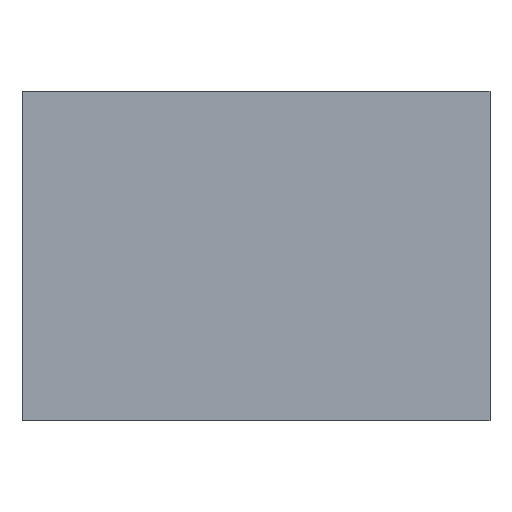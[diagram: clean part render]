
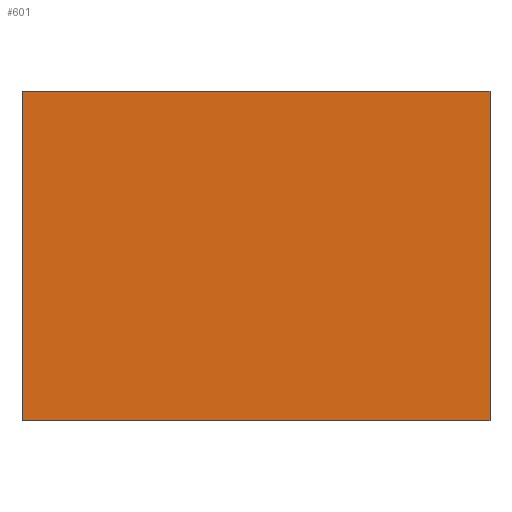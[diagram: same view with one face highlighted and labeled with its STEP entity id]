
A CAD part, top view. The second image highlights one B-rep face of the part: STEP entity #601.
In plain terms, the highlighted planar face has unit normal (0, 0, 1).
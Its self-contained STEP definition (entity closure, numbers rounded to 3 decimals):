
#187=ORIENTED_EDGE('',*,*,#257,.T.);
#188=ORIENTED_EDGE('',*,*,#261,.T.);
#189=ORIENTED_EDGE('',*,*,#264,.T.);
#190=ORIENTED_EDGE('',*,*,#266,.T.);
#257=EDGE_CURVE('',#310,#309,#377,.T.);
#261=EDGE_CURVE('',#309,#312,#381,.T.);
#264=EDGE_CURVE('',#312,#314,#384,.T.);
#266=EDGE_CURVE('',#314,#310,#386,.T.);
#309=VERTEX_POINT('',#1016);
#310=VERTEX_POINT('',#1018);
#312=VERTEX_POINT('',#1024);
#314=VERTEX_POINT('',#1030);
#377=LINE('',#1017,#449);
#381=LINE('',#1025,#453);
#384=LINE('',#1031,#456);
#386=LINE('',#1034,#458);
#449=VECTOR('',#853,1000.);
#453=VECTOR('',#859,1000.);
#456=VECTOR('',#864,1000.);
#458=VECTOR('',#868,1000.);
#493=EDGE_LOOP('',(#187,#188,#189,#190));
#529=FACE_BOUND('',#493,.T.);
#565=PLANE('',#714);
#601=ADVANCED_FACE('',(#529),#565,.T.);
#714=AXIS2_PLACEMENT_3D('',#1035,#869,#870);
#853=DIRECTION('',(0.,-1.,0.));
#859=DIRECTION('',(1.,0.,0.));
#864=DIRECTION('',(0.,1.,0.));
#868=DIRECTION('',(-1.,0.,0.));
#869=DIRECTION('',(0.,0.,1.));
#870=DIRECTION('',(1.,0.,0.));
#1016=CARTESIAN_POINT('',(-52.5,-37.,0.01));
#1017=CARTESIAN_POINT('',(-52.5,37.,0.01));
#1018=CARTESIAN_POINT('',(-52.5,37.,0.01));
#1024=CARTESIAN_POINT('',(52.5,-37.,0.01));
#1025=CARTESIAN_POINT('',(-52.5,-37.,0.01));
#1030=CARTESIAN_POINT('',(52.5,37.,0.01));
#1031=CARTESIAN_POINT('',(52.5,-37.,0.01));
#1034=CARTESIAN_POINT('',(52.5,37.,0.01));
#1035=CARTESIAN_POINT('',(-52.5,-37.,0.01));
